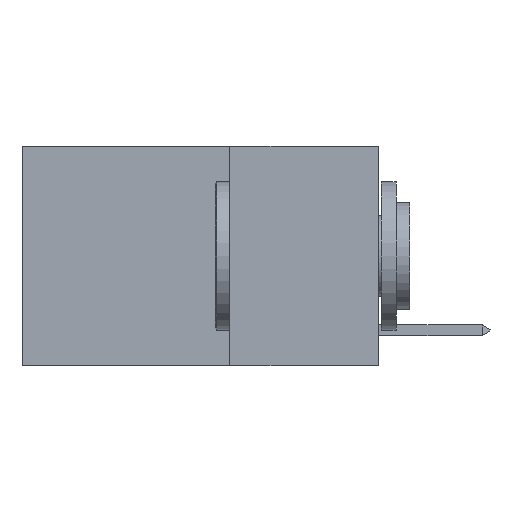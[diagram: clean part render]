
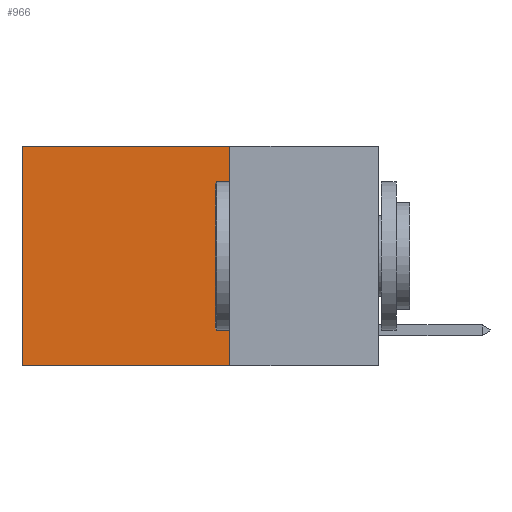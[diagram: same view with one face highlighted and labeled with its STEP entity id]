
A CAD part, left-side view. The second image highlights one B-rep face of the part: STEP entity #966.
In plain terms, the highlighted planar face has unit normal (-1, 0, 0).
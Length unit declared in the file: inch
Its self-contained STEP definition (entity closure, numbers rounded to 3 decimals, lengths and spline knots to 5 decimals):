
#427 = VERTEX_POINT ( 'NONE', #7087 ) ;
#577 = LINE ( 'NONE', #3426, #9696 ) ;
#688 = LINE ( 'NONE', #8965, #8013 ) ;
#735 = DIRECTION ( 'NONE',  ( 0., 1., 0. ) ) ;
#966 = ADVANCED_FACE ( 'NONE', ( #10117 ), #4630, .F. ) ;
#1038 = ORIENTED_EDGE ( 'NONE', *, *, #1253, .T. ) ;
#1253 = EDGE_CURVE ( 'NONE', #8585, #6918, #5661, .T. ) ;
#1307 = CARTESIAN_POINT ( 'NONE',  ( 0.2625, 0.25, 0. ) ) ;
#1610 = LINE ( 'NONE', #9539, #3489 ) ;
#1629 = CARTESIAN_POINT ( 'NONE',  ( 0.2625, 0.6, 0. ) ) ;
#1833 = VERTEX_POINT ( 'NONE', #7936 ) ;
#1978 = EDGE_CURVE ( 'NONE', #1833, #427, #577, .T. ) ;
#2152 = CARTESIAN_POINT ( 'NONE',  ( 0.2625, 0.6, -0.37 ) ) ;
#3108 = EDGE_CURVE ( 'NONE', #1833, #8585, #688, .T. ) ;
#3426 = CARTESIAN_POINT ( 'NONE',  ( 0.2625, 0.25, 0. ) ) ;
#3489 = VECTOR ( 'NONE', #735, 39.37008 ) ;
#3821 = DIRECTION ( 'NONE',  ( 0., 1., 0. ) ) ;
#4234 = DIRECTION ( 'NONE',  ( 0., 0., -1. ) ) ;
#4630 = PLANE ( 'NONE',  #10892 ) ;
#5332 = EDGE_LOOP ( 'NONE', ( #1038, #8654, #8407, #7767 ) ) ;
#5661 = LINE ( 'NONE', #8603, #9989 ) ;
#6918 = VERTEX_POINT ( 'NONE', #2152 ) ;
#7087 = CARTESIAN_POINT ( 'NONE',  ( 0.2625, 0.25, -0.37 ) ) ;
#7767 = ORIENTED_EDGE ( 'NONE', *, *, #3108, .T. ) ;
#7936 = CARTESIAN_POINT ( 'NONE',  ( 0.2625, 0.25, 0. ) ) ;
#8013 = VECTOR ( 'NONE', #3821, 39.37008 ) ;
#8407 = ORIENTED_EDGE ( 'NONE', *, *, #1978, .F. ) ;
#8585 = VERTEX_POINT ( 'NONE', #1629 ) ;
#8603 = CARTESIAN_POINT ( 'NONE',  ( 0.2625, 0.6, 0. ) ) ;
#8654 = ORIENTED_EDGE ( 'NONE', *, *, #9711, .F. ) ;
#8718 = DIRECTION ( 'NONE',  ( 0., 0., -1. ) ) ;
#8965 = CARTESIAN_POINT ( 'NONE',  ( 0.2625, 0.25, 0. ) ) ;
#9539 = CARTESIAN_POINT ( 'NONE',  ( 0.2625, 0.25, -0.37 ) ) ;
#9696 = VECTOR ( 'NONE', #4234, 39.37008 ) ;
#9711 = EDGE_CURVE ( 'NONE', #427, #6918, #1610, .T. ) ;
#9989 = VECTOR ( 'NONE', #8718, 39.37008 ) ;
#10117 = FACE_OUTER_BOUND ( 'NONE', #5332, .T. ) ;
#10608 = DIRECTION ( 'NONE',  ( 0., 0., -1. ) ) ;
#10892 = AXIS2_PLACEMENT_3D ( 'NONE', #1307, #11005, #10608 ) ;
#11005 = DIRECTION ( 'NONE',  ( 1., 0., 0. ) ) ;
